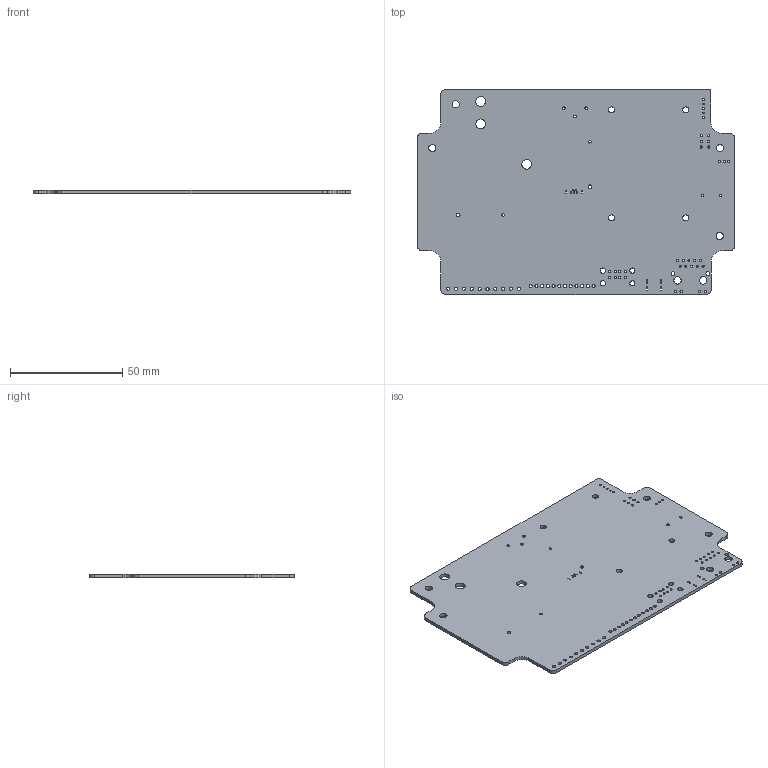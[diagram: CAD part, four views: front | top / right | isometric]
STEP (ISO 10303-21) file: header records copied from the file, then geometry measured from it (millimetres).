
FILE_DESCRIPTION(('Designed by EasyEDA Pro'),'2;1');
FILE_NAME('Open CASCADE Shape Model','2024-08-12T14:07:26',('Author'),( 'Open CASCADE'),'Open CASCADE STEP processor 7.8','Open CASCADE 7.8' ,'Unknown');
FILE_SCHEMA(('AUTOMOTIVE_DESIGN { 1 0 10303 214 1 1 1 1 }'));
Length unit declared in the file: millimetre
Products named in the file (2): PCBModel; Board
Assembly tree (1 placements, depth 2):
  PCBModel
    Board
Bounding box: 141.14 x 91.13 x 1.59 mm (x, y, z)
Volume: 18782.3 mm3; surface area: 25107.8 mm2
Topology: 1 solids, 1 shells, 141 faces, 417 edges, 278 vertices
Faces by surface type: cylinder 115, plane 26
Full cylindrical faces by diameter (mm): 0.6 x5, 0.8 x5, 0.91 x10, 1 x17, 1.1 x6, 1.2 x5, 1.4 x22, 1.6 x2, 1.7 x2, 2.3 x4, 2.7 x4, 3.2 x4, 3.25 x2, 4.3 x1, 4.4 x2
Entity records: 6242 total; most frequent: DIRECTION 933, CARTESIAN_POINT 838, ORIENTED_EDGE 834, EDGE_CURVE 417, AXIS2_PLACEMENT_3D 373, FACE_BOUND 335, EDGE_LOOP 335, VERTEX_POINT 278
